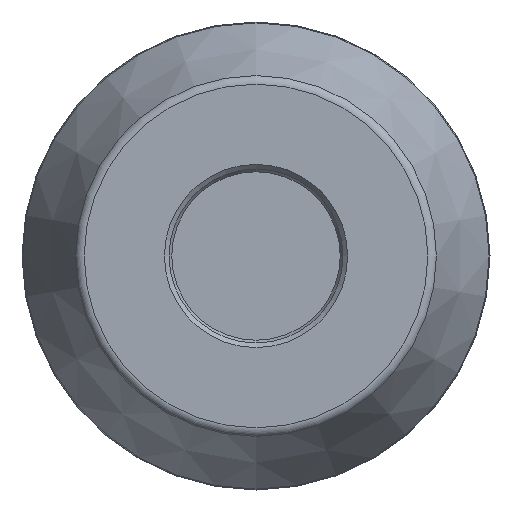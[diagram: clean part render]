
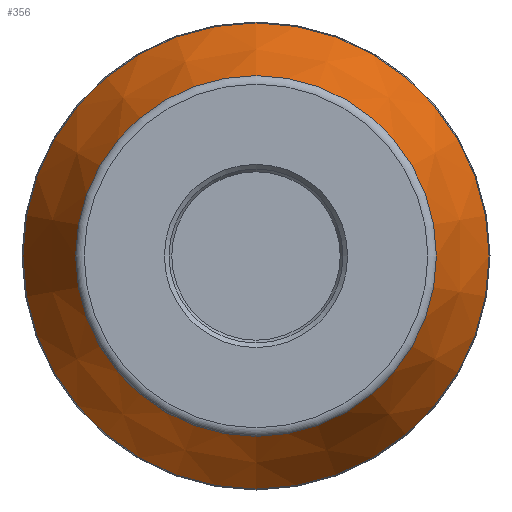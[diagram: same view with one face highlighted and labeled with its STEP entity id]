
A CAD part, left-side view. The second image highlights one B-rep face of the part: STEP entity #356.
In plain terms, the highlighted conical face has half-angle 25 degrees and reference radius 24.901 mm.
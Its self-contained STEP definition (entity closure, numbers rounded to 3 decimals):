
#52=CONICAL_SURFACE('',#1388,24.901,25.);
#288=FACE_BOUND('',#527,.T.);
#289=FACE_BOUND('',#528,.T.);
#356=ADVANCED_FACE('',(#288,#289),#52,.T.);
#527=EDGE_LOOP('',(#737));
#528=EDGE_LOOP('',(#738));
#737=ORIENTED_EDGE('',*,*,#1174,.T.);
#738=ORIENTED_EDGE('',*,*,#1173,.F.);
#1023=VERTEX_POINT('',#2406);
#1024=VERTEX_POINT('',#2409);
#1173=EDGE_CURVE('',#1023,#1023,#1272,.T.);
#1174=EDGE_CURVE('',#1024,#1024,#1273,.T.);
#1272=CIRCLE('',#1385,24.901);
#1273=CIRCLE('',#1387,19.269);
#1385=AXIS2_PLACEMENT_3D('',#2405,#1635,#1636);
#1387=AXIS2_PLACEMENT_3D('',#2408,#1639,#1640);
#1388=AXIS2_PLACEMENT_3D('',#2410,#1641,#1642);
#1635=DIRECTION('',(1.,0.,0.));
#1636=DIRECTION('',(0.,0.,1.));
#1639=DIRECTION('',(1.,0.,0.));
#1640=DIRECTION('',(0.,0.,1.));
#1641=DIRECTION('',(1.,0.,0.));
#1642=DIRECTION('',(0.,0.,-1.));
#2405=CARTESIAN_POINT('',(12.656,0.,0.));
#2406=CARTESIAN_POINT('',(12.656,0.,24.901));
#2408=CARTESIAN_POINT('',(0.577,0.,0.));
#2409=CARTESIAN_POINT('',(0.577,0.,19.269));
#2410=CARTESIAN_POINT('',(12.656,0.,0.));
